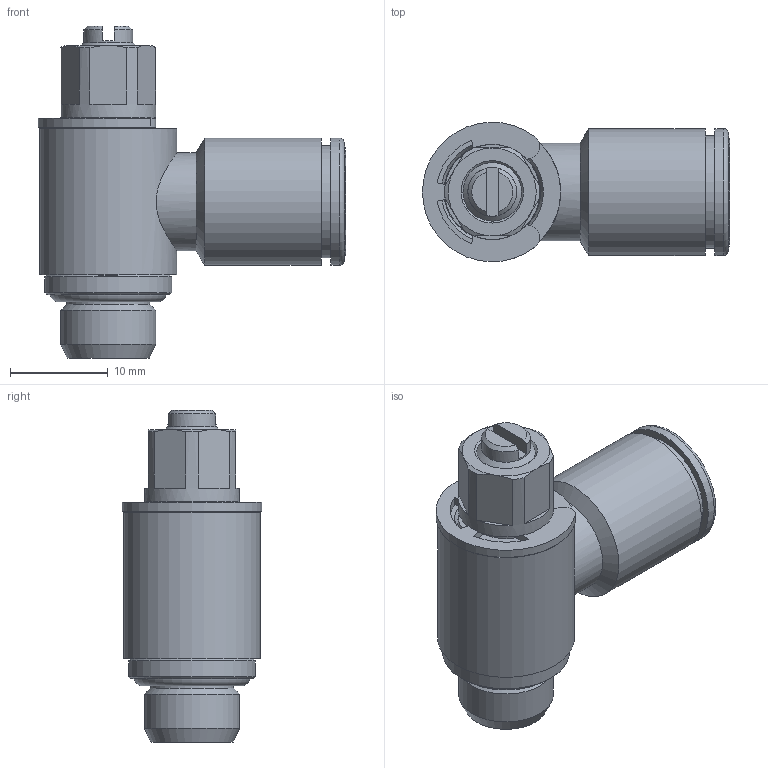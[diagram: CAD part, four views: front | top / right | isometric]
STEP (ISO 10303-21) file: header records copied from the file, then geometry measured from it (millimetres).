
FILE_DESCRIPTION(/* description */ (''),/* implementation_level */ '2;1');
FILE_NAME(/* name */ 'grlaiqs_188_s_msv.stp',/* time_stamp */ '2017-11-02T09:03:13+01:00',/* author */ ('Hamoud'),/* organization */ (''),/* preprocessor_version */ 'ST-DEVELOPER v15.6',/* originating_system */ 'Autodesk Inventor LT ',/* authorisation */ '');
FILE_SCHEMA (('AUTOMOTIVE_DESIGN { 1 0 10303 214 3 1 1 }'));
Length unit declared in the file: millimetre
Products named in the file (1): B204607_IPSO_046_MR_8_1-8_25.09.2017
Bounding box: 31.45 x 14.29 x 34 mm (x, y, z)
Volume: 4058.8 mm3; surface area: 6335.6 mm2
Topology: 7 solids, 7 shells, 142 faces, 327 edges, 206 vertices
Faces by surface type: plane 63, cylinder 39, cone 35, torus 5
Full cylindrical faces by diameter (mm): 3 x1, 4 x1, 5 x2, 5.387 x1, 5.6 x1, 6 x3, 6.5 x1, 7 x2, 7.5 x2, 7.6 x1, 8.1 x1, 8.2 x1, 8.5 x1, 9.728 x1, 9.75 x2, 9.9 x1, 10 x1, 10.1 x1, 11.2 x1, 11.5 x1, 11.6 x1, 13 x3, 14 x1
Entity records: 4995 total; most frequent: CARTESIAN_POINT 2042, DIRECTION 632, ORIENTED_EDGE 488, AXIS2_PLACEMENT_3D 275, EDGE_CURVE 244, EDGE_LOOP 225, VERTEX_POINT 187, FACE_OUTER_BOUND 142
